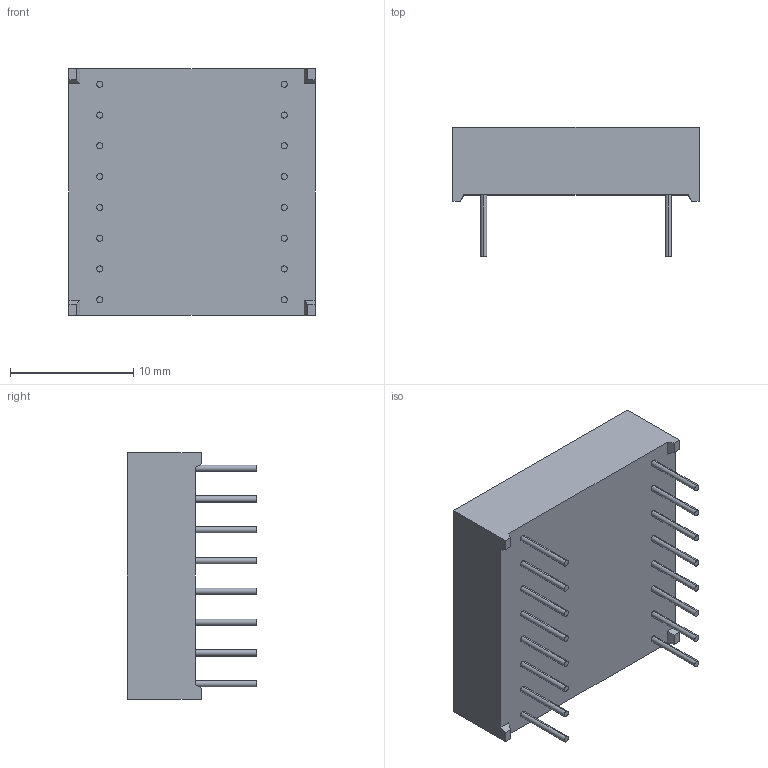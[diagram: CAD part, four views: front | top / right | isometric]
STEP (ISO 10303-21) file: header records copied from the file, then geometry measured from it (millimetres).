
FILE_DESCRIPTION (( 'STEP AP214' ), '1' );
FILE_NAME ('TA08-81GWA.STEP', '2023-03-13T14:40:03', ( '' ), ( '' ), 'SwSTEP 2.0', 'SolidWorks 2021', '' );
FILE_SCHEMA (( 'AUTOMOTIVE_DESIGN' ));
Length unit declared in the file: millimetre
Products named in the file (1): TA08-81GWA
Bounding box: 20 x 10.5 x 20 mm (x, y, z)
Volume: 2217.3 mm3; surface area: 2635 mm2
Topology: 82 solids, 82 shells, 477 faces, 936 edges, 624 vertices
Faces by surface type: cylinder 288, plane 189
Entity records: 13545 total; most frequent: DIRECTION 2468, CARTESIAN_POINT 2038, ORIENTED_EDGE 1872, AXIS2_PLACEMENT_3D 1054, EDGE_CURVE 936, VERTEX_POINT 624, EDGE_LOOP 606, CIRCLE 576
